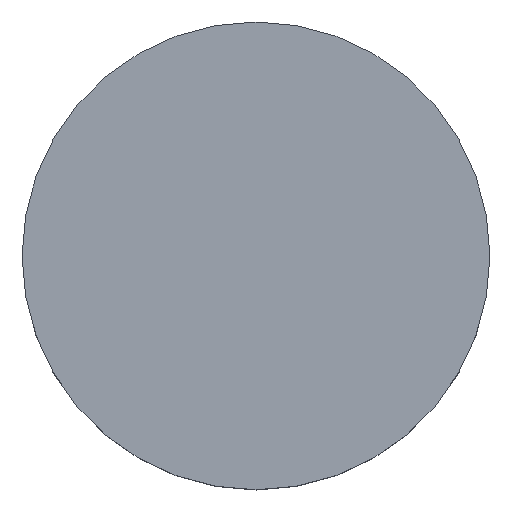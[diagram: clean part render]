
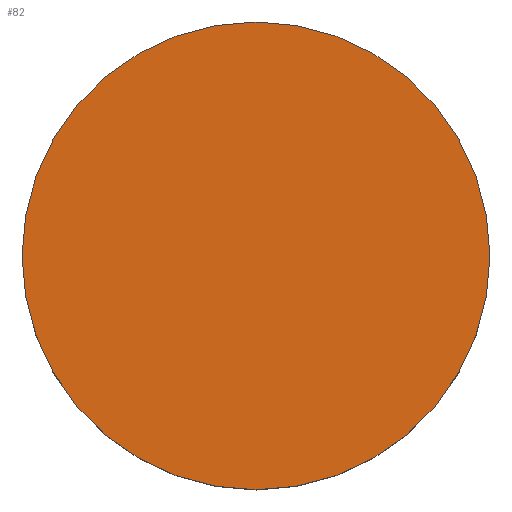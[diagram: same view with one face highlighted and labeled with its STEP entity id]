
A CAD part, top view. The second image highlights one B-rep face of the part: STEP entity #82.
In plain terms, the highlighted planar face has unit normal (0, 0, 1).
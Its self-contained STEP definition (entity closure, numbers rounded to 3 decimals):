
#16=CARTESIAN_POINT('',(0.,0.,0.));
#17=DIRECTION('',(0.,0.,1.));
#18=DIRECTION('',(0.,1.,0.));
#19=AXIS2_PLACEMENT_3D('',#16,#17,#18);
#25=CARTESIAN_POINT('',(0.,0.,0.));
#26=DIRECTION('',(0.,0.,1.));
#27=DIRECTION('',(0.,-1.,0.));
#28=AXIS2_PLACEMENT_3D('',#25,#26,#27);
#63=CARTESIAN_POINT('',(0.,6.35,0.));
#64=CARTESIAN_POINT('',(0.,-6.35,0.));
#65=VERTEX_POINT('',#63);
#66=VERTEX_POINT('',#64);
#71=CARTESIAN_POINT('',(0.,0.,0.));
#72=DIRECTION('',(0.,0.,1.));
#73=DIRECTION('',(0.,1.,0.));
#74=AXIS2_PLACEMENT_3D('',#71,#72,#73);
#75=PLANE('',#74);
#77=ORIENTED_EDGE('',*,*,#76,.F.);
#79=ORIENTED_EDGE('',*,*,#78,.F.);
#80=EDGE_LOOP('',(#77,#79));
#81=FACE_OUTER_BOUND('',#80,.F.);
#20=CIRCLE('',#19,6.35);
#29=CIRCLE('',#28,6.35);
#76=EDGE_CURVE('',#65,#66,#20,.T.);
#78=EDGE_CURVE('',#66,#65,#29,.T.);
#82=ADVANCED_FACE('',(#81),#75,.T.);
